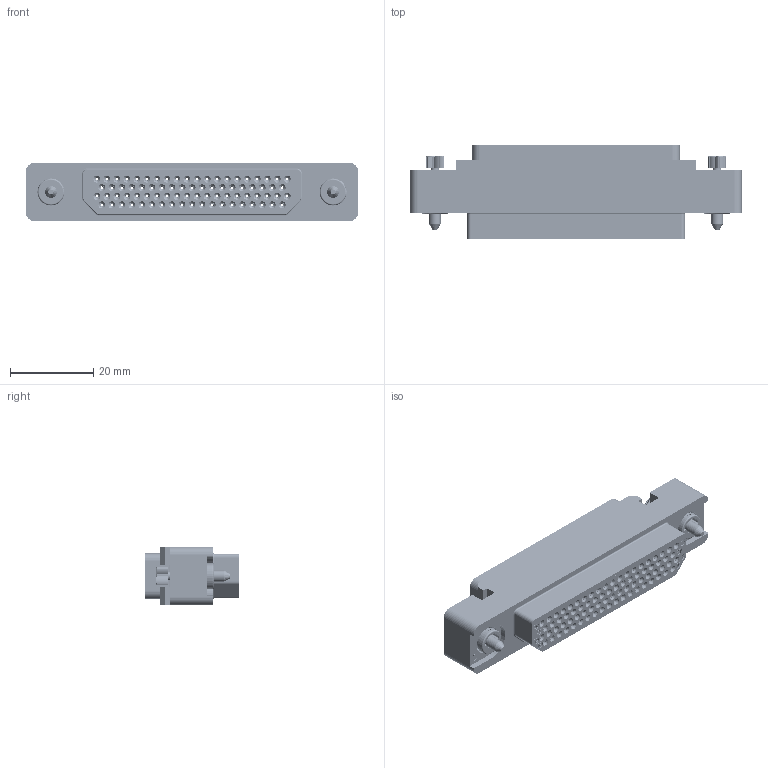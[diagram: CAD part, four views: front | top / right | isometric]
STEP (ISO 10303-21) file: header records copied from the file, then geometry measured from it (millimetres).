
FILE_DESCRIPTION((''),'2;1');
FILE_NAME('1900ND02S1A00A','2019-10-29T',('presta_be4'),(''),'CREO PARAMETRIC BY PTC INC, 2018360','CREO PARAMETRIC BY PTC INC, 2018360','');
FILE_SCHEMA(('CONFIG_CONTROL_DESIGN'));
Products named in the file (1): 1900ND02S1A00A
Bounding box: 80 x 22.55 x 14 mm (x, y, z)
Volume: 12391.8 mm3; surface area: 15664.8 mm2
Topology: 3 solids, 3 shells, 7147 faces, 16401 edges, 9760 vertices
Faces by surface type: plane 1988, torus 1918, cylinder 1858, cone 1128, extrusion 251, bspline 4
Entity records: 211686 total; most frequent: CARTESIAN_POINT 45323, DIRECTION 37782, ORIENTED_EDGE 32794, EDGE_CURVE 16397, AXIS2_PLACEMENT_3D 15082, VERTEX_POINT 9760, CIRCLE 8190, EDGE_LOOP 7969
